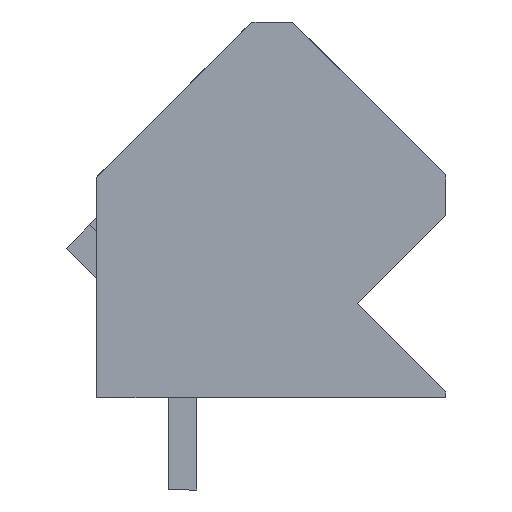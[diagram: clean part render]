
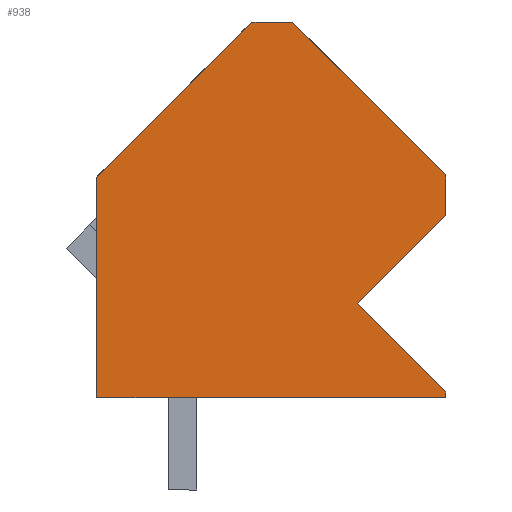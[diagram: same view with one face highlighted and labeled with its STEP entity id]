
A CAD part, left-side view. The second image highlights one B-rep face of the part: STEP entity #938.
In plain terms, the highlighted planar face has unit normal (-1, 0, 0).
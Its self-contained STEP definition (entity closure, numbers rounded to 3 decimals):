
#887=AXIS2_PLACEMENT_3D('Plane Axis2P3D',#884,#885,#886) ;
#255=CARTESIAN_POINT('Vertex',(0.,5.303,16.228)) ;
#258=CARTESIAN_POINT('Line Origine',(0.,2.651,13.577)) ;
#262=CARTESIAN_POINT('Vertex',(0.,0.,10.925)) ;
#639=CARTESIAN_POINT('Vertex',(0.,12.092,10.853)) ;
#642=CARTESIAN_POINT('Line Origine',(0.,9.405,13.541)) ;
#646=CARTESIAN_POINT('Vertex',(0.,6.717,16.228)) ;
#865=CARTESIAN_POINT('Line Origine',(0.,0.,10.218)) ;
#869=CARTESIAN_POINT('Vertex',(0.,0.,9.511)) ;
#884=CARTESIAN_POINT('Axis2P3D Location',(0.,13.152,0.)) ;
#889=CARTESIAN_POINT('Line Origine',(0.,6.046,3.2)) ;
#893=CARTESIAN_POINT('Vertex',(0.,12.092,3.2)) ;
#895=CARTESIAN_POINT('Vertex',(0.,0.,3.2)) ;
#898=CARTESIAN_POINT('Line Origine',(0.,0.,3.3)) ;
#902=CARTESIAN_POINT('Vertex',(0.,0.,3.4)) ;
#905=CARTESIAN_POINT('Line Origine',(0.,1.527,4.928)) ;
#909=CARTESIAN_POINT('Vertex',(0.,3.055,6.455)) ;
#912=CARTESIAN_POINT('Line Origine',(0.,1.527,7.983)) ;
#917=CARTESIAN_POINT('Line Origine',(0.,6.01,16.228)) ;
#922=CARTESIAN_POINT('Line Origine',(0.,12.092,7.027)) ;
#259=DIRECTION('Vector Direction',(0.,0.707,0.707)) ;
#643=DIRECTION('Vector Direction',(0.,0.707,-0.707)) ;
#866=DIRECTION('Vector Direction',(0.,0.,1.)) ;
#885=DIRECTION('Axis2P3D Direction',(-1.,0.,0.)) ;
#886=DIRECTION('Axis2P3D XDirection',(0.,-1.,0.)) ;
#890=DIRECTION('Vector Direction',(0.,-1.,0.)) ;
#899=DIRECTION('Vector Direction',(0.,0.,1.)) ;
#906=DIRECTION('Vector Direction',(0.,0.707,0.707)) ;
#913=DIRECTION('Vector Direction',(0.,-0.707,0.707)) ;
#918=DIRECTION('Vector Direction',(0.,1.,0.)) ;
#923=DIRECTION('Vector Direction',(0.,0.,-1.)) ;
#260=VECTOR('Line Direction',#259,1.) ;
#644=VECTOR('Line Direction',#643,1.) ;
#867=VECTOR('Line Direction',#866,1.) ;
#891=VECTOR('Line Direction',#890,1.) ;
#900=VECTOR('Line Direction',#899,1.) ;
#907=VECTOR('Line Direction',#906,1.) ;
#914=VECTOR('Line Direction',#913,1.) ;
#919=VECTOR('Line Direction',#918,1.) ;
#924=VECTOR('Line Direction',#923,1.) ;
#928=ORIENTED_EDGE('',*,*,#897,.T.) ;
#929=ORIENTED_EDGE('',*,*,#904,.T.) ;
#930=ORIENTED_EDGE('',*,*,#911,.T.) ;
#931=ORIENTED_EDGE('',*,*,#916,.T.) ;
#932=ORIENTED_EDGE('',*,*,#871,.T.) ;
#933=ORIENTED_EDGE('',*,*,#264,.T.) ;
#934=ORIENTED_EDGE('',*,*,#921,.T.) ;
#935=ORIENTED_EDGE('',*,*,#648,.T.) ;
#936=ORIENTED_EDGE('',*,*,#926,.T.) ;
#938=ADVANCED_FACE('HOUSING',(#937),#888,.T.) ;
#264=EDGE_CURVE('',#263,#256,#261,.T.) ;
#648=EDGE_CURVE('',#647,#640,#645,.T.) ;
#871=EDGE_CURVE('',#870,#263,#868,.T.) ;
#897=EDGE_CURVE('',#894,#896,#892,.T.) ;
#904=EDGE_CURVE('',#896,#903,#901,.T.) ;
#911=EDGE_CURVE('',#903,#910,#908,.T.) ;
#916=EDGE_CURVE('',#910,#870,#915,.T.) ;
#921=EDGE_CURVE('',#256,#647,#920,.T.) ;
#926=EDGE_CURVE('',#640,#894,#925,.T.) ;
#927=EDGE_LOOP('',(#928,#929,#930,#931,#932,#933,#934,#935,#936)) ;
#937=FACE_OUTER_BOUND('',#927,.T.) ;
#261=LINE('Line',#258,#260) ;
#645=LINE('Line',#642,#644) ;
#868=LINE('Line',#865,#867) ;
#892=LINE('Line',#889,#891) ;
#901=LINE('Line',#898,#900) ;
#908=LINE('Line',#905,#907) ;
#915=LINE('Line',#912,#914) ;
#920=LINE('Line',#917,#919) ;
#925=LINE('Line',#922,#924) ;
#888=PLANE('',#887) ;
#256=VERTEX_POINT('',#255) ;
#263=VERTEX_POINT('',#262) ;
#640=VERTEX_POINT('',#639) ;
#647=VERTEX_POINT('',#646) ;
#870=VERTEX_POINT('',#869) ;
#894=VERTEX_POINT('',#893) ;
#896=VERTEX_POINT('',#895) ;
#903=VERTEX_POINT('',#902) ;
#910=VERTEX_POINT('',#909) ;
